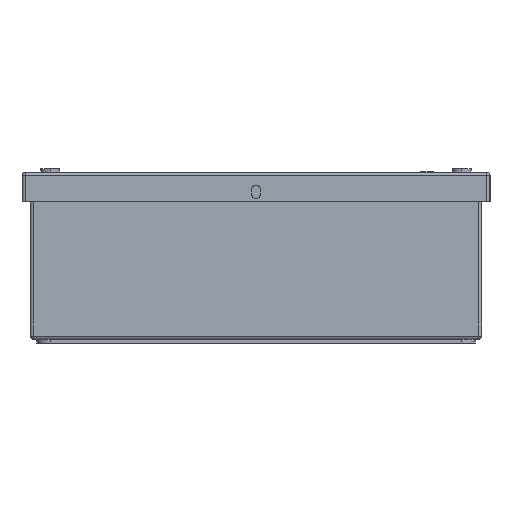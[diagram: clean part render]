
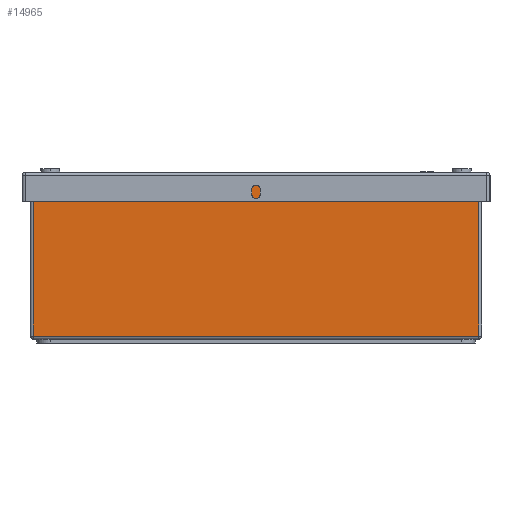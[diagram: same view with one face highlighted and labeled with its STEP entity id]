
A CAD part, left-side view. The second image highlights one B-rep face of the part: STEP entity #14965.
In plain terms, the highlighted planar face has unit normal (-1, 0, 0).
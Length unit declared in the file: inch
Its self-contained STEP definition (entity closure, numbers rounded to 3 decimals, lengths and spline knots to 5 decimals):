
#465 = EDGE_CURVE ( 'NONE', #14526, #920, #14995, .T. ) ;
#920 = VERTEX_POINT ( 'NONE', #1366 ) ;
#1366 = CARTESIAN_POINT ( 'NONE',  ( 0., 0.06, 0.06 ) ) ;
#1735 = AXIS2_PLACEMENT_3D ( 'NONE', #13241, #4774, #10581 ) ;
#2766 = ORIENTED_EDGE ( 'NONE', *, *, #6979, .F. ) ;
#2871 = VECTOR ( 'NONE', #16427, 39.37008 ) ;
#3216 = CARTESIAN_POINT ( 'NONE',  ( 0., 8.44, 0.06 ) ) ;
#3342 = DIRECTION ( 'NONE',  ( 0., 0., -1. ) ) ;
#3371 = ORIENTED_EDGE ( 'NONE', *, *, #465, .T. ) ;
#3824 = DIRECTION ( 'NONE',  ( 0., 0., -1. ) ) ;
#4176 = VECTOR ( 'NONE', #13062, 39.37008 ) ;
#4239 = VECTOR ( 'NONE', #3342, 39.37008 ) ;
#4502 = LINE ( 'NONE', #13147, #4239 ) ;
#4774 = DIRECTION ( 'NONE',  ( 1., 0., 0. ) ) ;
#5632 = CARTESIAN_POINT ( 'NONE',  ( 0., 0.06, 2.94 ) ) ;
#5880 = VECTOR ( 'NONE', #3824, 39.37008 ) ;
#6454 = ORIENTED_EDGE ( 'NONE', *, *, #14804, .T. ) ;
#6979 = EDGE_CURVE ( 'NONE', #12024, #920, #11347, .T. ) ;
#7073 = CARTESIAN_POINT ( 'NONE',  ( 0., 8.44, 2.94 ) ) ;
#7850 = CARTESIAN_POINT ( 'NONE',  ( 0., 8.44, 0.06 ) ) ;
#8194 = CARTESIAN_POINT ( 'NONE',  ( 0., 8.44, 2.94 ) ) ;
#8400 = CARTESIAN_POINT ( 'NONE',  ( 0., 0.06, 3. ) ) ;
#9437 = EDGE_LOOP ( 'NONE', ( #2766, #6454, #12189, #3371 ) ) ;
#10144 = EDGE_CURVE ( 'NONE', #17065, #14526, #4502, .T. ) ;
#10310 = PLANE ( 'NONE',  #1735 ) ;
#10581 = DIRECTION ( 'NONE',  ( 0., 0., -1. ) ) ;
#11347 = LINE ( 'NONE', #8400, #5880 ) ;
#11647 = LINE ( 'NONE', #7073, #4176 ) ;
#12024 = VERTEX_POINT ( 'NONE', #5632 ) ;
#12189 = ORIENTED_EDGE ( 'NONE', *, *, #10144, .T. ) ;
#13062 = DIRECTION ( 'NONE',  ( 0., 1., 0. ) ) ;
#13147 = CARTESIAN_POINT ( 'NONE',  ( 0., 8.44, 3. ) ) ;
#13241 = CARTESIAN_POINT ( 'NONE',  ( 0., 8.44, 3. ) ) ;
#14526 = VERTEX_POINT ( 'NONE', #7850 ) ;
#14804 = EDGE_CURVE ( 'NONE', #12024, #17065, #11647, .T. ) ;
#14965 = ADVANCED_FACE ( 'NONE', ( #17778 ), #10310, .F. ) ;
#14995 = LINE ( 'NONE', #3216, #2871 ) ;
#16427 = DIRECTION ( 'NONE',  ( 0., -1., 0. ) ) ;
#17065 = VERTEX_POINT ( 'NONE', #8194 ) ;
#17778 = FACE_OUTER_BOUND ( 'NONE', #9437, .T. ) ;
